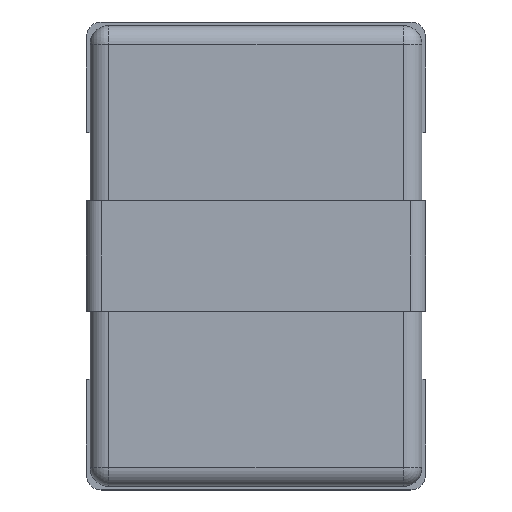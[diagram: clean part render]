
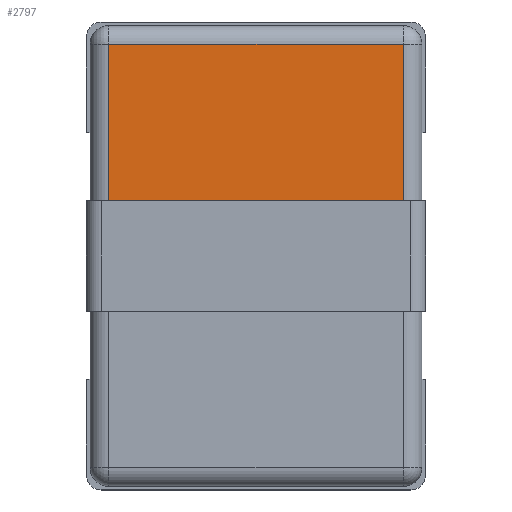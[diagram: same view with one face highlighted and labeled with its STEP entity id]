
A CAD part, left-side view. The second image highlights one B-rep face of the part: STEP entity #2797.
In plain terms, the highlighted planar face has unit normal (-1, 0, 0).
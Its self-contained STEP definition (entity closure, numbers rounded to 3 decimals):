
#136 = ORIENTED_EDGE ( 'NONE', *, *, #4201, .T. ) ;
#143 = LINE ( 'NONE', #1531, #3035 ) ;
#200 = VERTEX_POINT ( 'NONE', #2484 ) ;
#487 = FACE_OUTER_BOUND ( 'NONE', #2183, .T. ) ;
#578 = VERTEX_POINT ( 'NONE', #3173 ) ;
#690 = ORIENTED_EDGE ( 'NONE', *, *, #1537, .T. ) ;
#788 = VECTOR ( 'NONE', #3193, 1000. ) ;
#894 = CARTESIAN_POINT ( 'NONE',  ( -1., 0.9, -0.625 ) ) ;
#1365 = CARTESIAN_POINT ( 'NONE',  ( -1., 0.9, 0.575 ) ) ;
#1416 = EDGE_CURVE ( 'NONE', #2044, #200, #2870, .T. ) ;
#1531 = CARTESIAN_POINT ( 'NONE',  ( -1., 0.85, -0.625 ) ) ;
#1537 = EDGE_CURVE ( 'NONE', #578, #2044, #143, .T. ) ;
#1696 = ORIENTED_EDGE ( 'NONE', *, *, #1416, .T. ) ;
#1700 = DIRECTION ( 'NONE',  ( 0., 1., 0. ) ) ;
#1781 = CARTESIAN_POINT ( 'NONE',  ( -1., 0.05, -0.625 ) ) ;
#2000 = DIRECTION ( 'NONE',  ( 0., 0., -1. ) ) ;
#2044 = VERTEX_POINT ( 'NONE', #3890 ) ;
#2183 = EDGE_LOOP ( 'NONE', ( #690, #1696, #136, #3555 ) ) ;
#2230 = VECTOR ( 'NONE', #1700, 1000. ) ;
#2402 = DIRECTION ( 'NONE',  ( 1., 0., 0. ) ) ;
#2460 = VECTOR ( 'NONE', #4290, 1000. ) ;
#2484 = CARTESIAN_POINT ( 'NONE',  ( -1., 0.05, 0.15 ) ) ;
#2549 = LINE ( 'NONE', #1781, #2460 ) ;
#2797 = ADVANCED_FACE ( 'NONE', ( #487 ), #4591, .F. ) ;
#2870 = LINE ( 'NONE', #4689, #788 ) ;
#3035 = VECTOR ( 'NONE', #2000, 1000. ) ;
#3173 = CARTESIAN_POINT ( 'NONE',  ( -1., 0.85, 0.575 ) ) ;
#3193 = DIRECTION ( 'NONE',  ( 0., -1., 0. ) ) ;
#3555 = ORIENTED_EDGE ( 'NONE', *, *, #4571, .T. ) ;
#3598 = CARTESIAN_POINT ( 'NONE',  ( -1., 0.05, 0.575 ) ) ;
#3890 = CARTESIAN_POINT ( 'NONE',  ( -1., 0.85, 0.15 ) ) ;
#4047 = AXIS2_PLACEMENT_3D ( 'NONE', #894, #2402, #4278 ) ;
#4201 = EDGE_CURVE ( 'NONE', #200, #4321, #2549, .T. ) ;
#4278 = DIRECTION ( 'NONE',  ( 0., 0., -1. ) ) ;
#4290 = DIRECTION ( 'NONE',  ( 0., 0., 1. ) ) ;
#4321 = VERTEX_POINT ( 'NONE', #3598 ) ;
#4571 = EDGE_CURVE ( 'NONE', #4321, #578, #4694, .T. ) ;
#4591 = PLANE ( 'NONE',  #4047 ) ;
#4689 = CARTESIAN_POINT ( 'NONE',  ( -1., 0.9, 0.15 ) ) ;
#4694 = LINE ( 'NONE', #1365, #2230 ) ;
